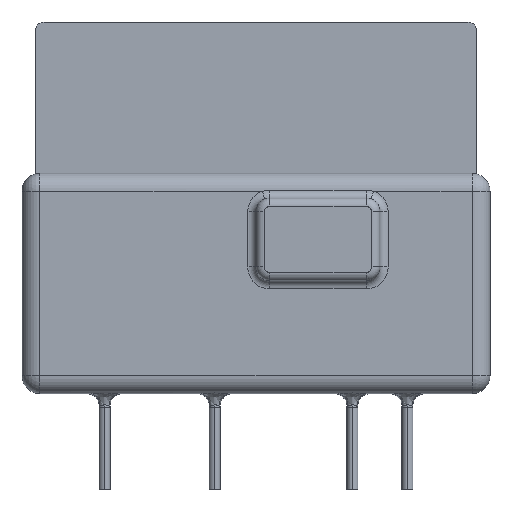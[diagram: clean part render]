
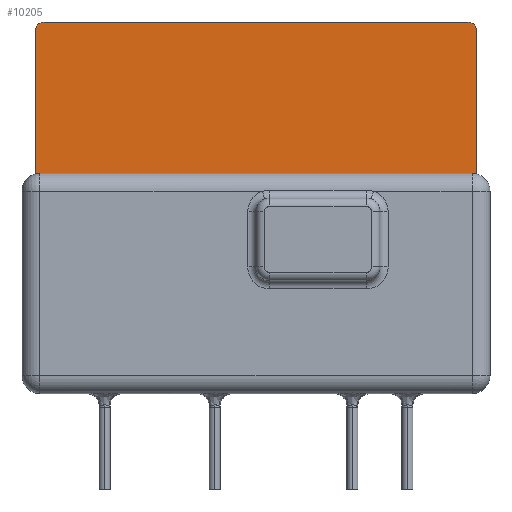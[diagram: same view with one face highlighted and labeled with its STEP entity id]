
A CAD part, top view. The second image highlights one B-rep face of the part: STEP entity #10205.
In plain terms, the highlighted planar face has unit normal (0, 0, 1).
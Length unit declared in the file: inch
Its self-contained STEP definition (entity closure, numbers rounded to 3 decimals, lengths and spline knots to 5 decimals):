
#241 = ORIENTED_EDGE ( 'NONE', *, *, #10769, .F. ) ;
#573 = CARTESIAN_POINT ( 'NONE',  ( -0.8, 0.145, -0.1 ) ) ;
#719 = LINE ( 'NONE', #4375, #7590 ) ;
#932 = CARTESIAN_POINT ( 'NONE',  ( 0.77, 0.115, -0.1 ) ) ;
#939 = CARTESIAN_POINT ( 'NONE',  ( 0.8, 1.37, -0.1 ) ) ;
#953 = DIRECTION ( 'NONE',  ( -1., 0., 0. ) ) ;
#1021 = DIRECTION ( 'NONE',  ( 0., 0., -1. ) ) ;
#1497 = ORIENTED_EDGE ( 'NONE', *, *, #7713, .F. ) ;
#1727 = AXIS2_PLACEMENT_3D ( 'NONE', #8076, #10523, #953 ) ;
#1941 = DIRECTION ( 'NONE',  ( -1., 0., 0. ) ) ;
#2004 = ORIENTED_EDGE ( 'NONE', *, *, #9723, .F. ) ;
#2136 = CARTESIAN_POINT ( 'NONE',  ( 0.77, 1.4, -0.1 ) ) ;
#2509 = VERTEX_POINT ( 'NONE', #932 ) ;
#2583 = VERTEX_POINT ( 'NONE', #4583 ) ;
#3103 = CARTESIAN_POINT ( 'NONE',  ( 0.77, 0.115, -0.1 ) ) ;
#3191 = DIRECTION ( 'NONE',  ( -1., 0., 0. ) ) ;
#3261 = DIRECTION ( 'NONE',  ( 0., 0., -1. ) ) ;
#3280 = CIRCLE ( 'NONE', #1727, 0.03 ) ;
#3844 = AXIS2_PLACEMENT_3D ( 'NONE', #8476, #1021, #9654 ) ;
#3873 = CARTESIAN_POINT ( 'NONE',  ( -0.77, 1.4, -0.1 ) ) ;
#4001 = ORIENTED_EDGE ( 'NONE', *, *, #10184, .F. ) ;
#4028 = ORIENTED_EDGE ( 'NONE', *, *, #5126, .F. ) ;
#4375 = CARTESIAN_POINT ( 'NONE',  ( -0.8, 1.37, -0.1 ) ) ;
#4580 = DIRECTION ( 'NONE',  ( 0., 0., -1. ) ) ;
#4583 = CARTESIAN_POINT ( 'NONE',  ( -0.8, 1.37, -0.1 ) ) ;
#5016 = VERTEX_POINT ( 'NONE', #14727 ) ;
#5126 = EDGE_CURVE ( 'NONE', #5910, #9290, #11504, .T. ) ;
#5910 = VERTEX_POINT ( 'NONE', #15567 ) ;
#6176 = PLANE ( 'NONE',  #3844 ) ;
#6289 = CIRCLE ( 'NONE', #15128, 0.03 ) ;
#6740 = EDGE_CURVE ( 'NONE', #12541, #13129, #3280, .T. ) ;
#6784 = LINE ( 'NONE', #2136, #12958 ) ;
#6873 = CIRCLE ( 'NONE', #15219, 0.03 ) ;
#6883 = DIRECTION ( 'NONE',  ( 0., 1., 0. ) ) ;
#7590 = VECTOR ( 'NONE', #6883, 39.37008 ) ;
#7713 = EDGE_CURVE ( 'NONE', #5016, #2509, #6289, .T. ) ;
#8076 = CARTESIAN_POINT ( 'NONE',  ( 0.77, 1.37, -0.1 ) ) ;
#8476 = CARTESIAN_POINT ( 'NONE',  ( 0.77, 0.145, -0.1 ) ) ;
#8500 = ORIENTED_EDGE ( 'NONE', *, *, #6740, .F. ) ;
#9290 = VERTEX_POINT ( 'NONE', #573 ) ;
#9389 = DIRECTION ( 'NONE',  ( 1., 0., 0. ) ) ;
#9654 = DIRECTION ( 'NONE',  ( -1., 0., 0. ) ) ;
#9723 = EDGE_CURVE ( 'NONE', #13129, #5016, #11370, .T. ) ;
#9895 = LINE ( 'NONE', #3103, #13949 ) ;
#10184 = EDGE_CURVE ( 'NONE', #9290, #2583, #719, .T. ) ;
#10205 = ADVANCED_FACE ( 'NONE', ( #14334 ), #6176, .F. ) ;
#10228 = CARTESIAN_POINT ( 'NONE',  ( 0.77, 1.4, -0.1 ) ) ;
#10244 = AXIS2_PLACEMENT_3D ( 'NONE', #13996, #3261, #10266 ) ;
#10266 = DIRECTION ( 'NONE',  ( -1., 0., 0. ) ) ;
#10302 = ORIENTED_EDGE ( 'NONE', *, *, #12592, .F. ) ;
#10514 = DIRECTION ( 'NONE',  ( 1., 0., 0. ) ) ;
#10523 = DIRECTION ( 'NONE',  ( 0., 0., -1. ) ) ;
#10769 = EDGE_CURVE ( 'NONE', #2509, #5910, #9895, .T. ) ;
#11292 = EDGE_CURVE ( 'NONE', #2583, #12485, #6873, .T. ) ;
#11299 = DIRECTION ( 'NONE',  ( 0., -1., 0. ) ) ;
#11370 = LINE ( 'NONE', #12497, #12640 ) ;
#11504 = CIRCLE ( 'NONE', #10244, 0.03 ) ;
#12180 = EDGE_LOOP ( 'NONE', ( #241, #1497, #2004, #8500, #10302, #14953, #4001, #4028 ) ) ;
#12485 = VERTEX_POINT ( 'NONE', #3873 ) ;
#12497 = CARTESIAN_POINT ( 'NONE',  ( 0.8, 1.37, -0.1 ) ) ;
#12541 = VERTEX_POINT ( 'NONE', #10228 ) ;
#12592 = EDGE_CURVE ( 'NONE', #12485, #12541, #6784, .T. ) ;
#12640 = VECTOR ( 'NONE', #11299, 39.37008 ) ;
#12857 = DIRECTION ( 'NONE',  ( 0., 0., -1. ) ) ;
#12958 = VECTOR ( 'NONE', #10514, 39.37008 ) ;
#13129 = VERTEX_POINT ( 'NONE', #939 ) ;
#13949 = VECTOR ( 'NONE', #3191, 39.37008 ) ;
#13961 = CARTESIAN_POINT ( 'NONE',  ( 0.77, 0.145, -0.1 ) ) ;
#13984 = CARTESIAN_POINT ( 'NONE',  ( -0.77, 1.37, -0.1 ) ) ;
#13996 = CARTESIAN_POINT ( 'NONE',  ( -0.77, 0.145, -0.1 ) ) ;
#14334 = FACE_OUTER_BOUND ( 'NONE', #12180, .T. ) ;
#14727 = CARTESIAN_POINT ( 'NONE',  ( 0.8, 0.145, -0.1 ) ) ;
#14953 = ORIENTED_EDGE ( 'NONE', *, *, #11292, .F. ) ;
#15128 = AXIS2_PLACEMENT_3D ( 'NONE', #13961, #12857, #1941 ) ;
#15219 = AXIS2_PLACEMENT_3D ( 'NONE', #13984, #4580, #9389 ) ;
#15567 = CARTESIAN_POINT ( 'NONE',  ( -0.77, 0.115, -0.1 ) ) ;
